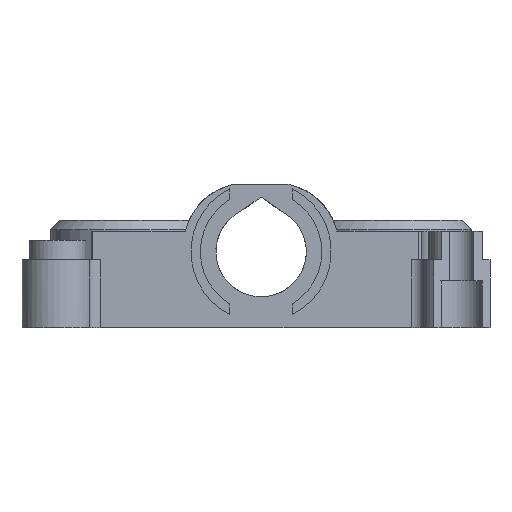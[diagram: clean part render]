
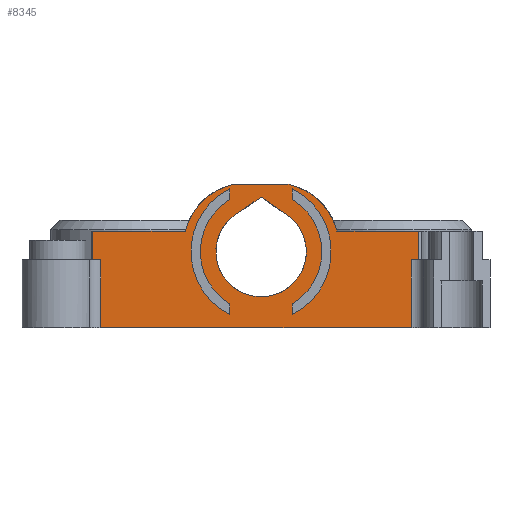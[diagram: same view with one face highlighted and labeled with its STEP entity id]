
A CAD part, front view. The second image highlights one B-rep face of the part: STEP entity #8345.
In plain terms, the highlighted planar face has unit normal (0, -1, 0).
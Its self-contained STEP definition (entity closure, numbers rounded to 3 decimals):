
#31=FACE_BOUND('',#945,.T.);
#32=FACE_BOUND('',#946,.T.);
#33=FACE_BOUND('',#947,.T.);
#89=PLANE('',#8846);
#245=CIRCLE('',#8847,10.144);
#246=CIRCLE('',#8848,10.144);
#247=CIRCLE('',#8849,7.25);
#248=CIRCLE('',#8850,11.25);
#249=CIRCLE('',#8851,9.75);
#250=CIRCLE('',#8852,9.75);
#251=CIRCLE('',#8853,11.25);
#474=FACE_OUTER_BOUND('',#944,.T.);
#944=EDGE_LOOP('',(#5569,#5570,#5571,#5572,#5573,#5574,#5575,#5576,#5577,
#5578,#5579,#5580));
#945=EDGE_LOOP('',(#5581,#5582,#5583));
#946=EDGE_LOOP('',(#5584,#5585,#5586,#5587));
#947=EDGE_LOOP('',(#5588,#5589,#5590,#5591));
#1452=LINE('',#11414,#2045);
#1470=LINE('',#11470,#2063);
#1472=LINE('',#11483,#2065);
#1475=LINE('',#11498,#2068);
#1477=LINE('',#11503,#2070);
#1478=LINE('',#11504,#2071);
#1479=LINE('',#11506,#2072);
#1480=LINE('',#11510,#2073);
#1481=LINE('',#11514,#2074);
#1482=LINE('',#11516,#2075);
#1483=LINE('',#11517,#2076);
#1484=LINE('',#11520,#2077);
#1485=LINE('',#11525,#2078);
#1486=LINE('',#11528,#2079);
#1487=LINE('',#11531,#2080);
#1488=LINE('',#11535,#2081);
#2045=VECTOR('',#9258,10.);
#2063=VECTOR('',#9300,10.);
#2065=VECTOR('',#9314,10.);
#2068=VECTOR('',#9329,10.);
#2070=VECTOR('',#9335,10.);
#2071=VECTOR('',#9336,10.);
#2072=VECTOR('',#9337,10.);
#2073=VECTOR('',#9340,10.);
#2074=VECTOR('',#9343,10.);
#2075=VECTOR('',#9344,10.);
#2076=VECTOR('',#9345,10.);
#2077=VECTOR('',#9348,10.);
#2078=VECTOR('',#9351,10.);
#2079=VECTOR('',#9354,10.);
#2080=VECTOR('',#9355,10.);
#2081=VECTOR('',#9358,10.);
#3248=VERTEX_POINT('',#11411);
#3249=VERTEX_POINT('',#11413);
#3269=VERTEX_POINT('',#11463);
#3272=VERTEX_POINT('',#11468);
#3275=VERTEX_POINT('',#11479);
#3277=VERTEX_POINT('',#11482);
#3282=VERTEX_POINT('',#11495);
#3283=VERTEX_POINT('',#11497);
#3285=VERTEX_POINT('',#11505);
#3286=VERTEX_POINT('',#11507);
#3287=VERTEX_POINT('',#11509);
#3288=VERTEX_POINT('',#11511);
#3289=VERTEX_POINT('',#11513);
#3290=VERTEX_POINT('',#11515);
#3291=VERTEX_POINT('',#11518);
#3292=VERTEX_POINT('',#11521);
#3293=VERTEX_POINT('',#11522);
#3294=VERTEX_POINT('',#11524);
#3295=VERTEX_POINT('',#11526);
#3296=VERTEX_POINT('',#11529);
#3297=VERTEX_POINT('',#11530);
#3298=VERTEX_POINT('',#11532);
#3299=VERTEX_POINT('',#11534);
#4152=EDGE_CURVE('',#3249,#3248,#1452,.T.);
#4178=EDGE_CURVE('',#3272,#3269,#1470,.T.);
#4184=EDGE_CURVE('',#3275,#3277,#1472,.T.);
#4191=EDGE_CURVE('',#3282,#3283,#1475,.T.);
#4194=EDGE_CURVE('',#3272,#3277,#1477,.T.);
#4195=EDGE_CURVE('',#3275,#3283,#1478,.T.);
#4196=EDGE_CURVE('',#3282,#3285,#1479,.T.);
#4197=EDGE_CURVE('',#3285,#3286,#245,.T.);
#4198=EDGE_CURVE('',#3287,#3286,#1480,.T.);
#4199=EDGE_CURVE('',#3287,#3288,#246,.T.);
#4200=EDGE_CURVE('',#3288,#3289,#1481,.T.);
#4201=EDGE_CURVE('',#3290,#3289,#1482,.T.);
#4202=EDGE_CURVE('',#3290,#3269,#1483,.T.);
#4203=EDGE_CURVE('',#3248,#3291,#247,.T.);
#4204=EDGE_CURVE('',#3291,#3249,#1484,.T.);
#4205=EDGE_CURVE('',#3292,#3293,#248,.T.);
#4206=EDGE_CURVE('',#3293,#3294,#1485,.T.);
#4207=EDGE_CURVE('',#3294,#3295,#249,.T.);
#4208=EDGE_CURVE('',#3295,#3292,#1486,.T.);
#4209=EDGE_CURVE('',#3296,#3297,#1487,.T.);
#4210=EDGE_CURVE('',#3297,#3298,#250,.T.);
#4211=EDGE_CURVE('',#3298,#3299,#1488,.T.);
#4212=EDGE_CURVE('',#3299,#3296,#251,.T.);
#5569=ORIENTED_EDGE('',*,*,#4178,.F.);
#5570=ORIENTED_EDGE('',*,*,#4194,.T.);
#5571=ORIENTED_EDGE('',*,*,#4184,.F.);
#5572=ORIENTED_EDGE('',*,*,#4195,.T.);
#5573=ORIENTED_EDGE('',*,*,#4191,.F.);
#5574=ORIENTED_EDGE('',*,*,#4196,.T.);
#5575=ORIENTED_EDGE('',*,*,#4197,.T.);
#5576=ORIENTED_EDGE('',*,*,#4198,.F.);
#5577=ORIENTED_EDGE('',*,*,#4199,.T.);
#5578=ORIENTED_EDGE('',*,*,#4200,.T.);
#5579=ORIENTED_EDGE('',*,*,#4201,.F.);
#5580=ORIENTED_EDGE('',*,*,#4202,.T.);
#5581=ORIENTED_EDGE('',*,*,#4203,.T.);
#5582=ORIENTED_EDGE('',*,*,#4204,.T.);
#5583=ORIENTED_EDGE('',*,*,#4152,.T.);
#5584=ORIENTED_EDGE('',*,*,#4205,.T.);
#5585=ORIENTED_EDGE('',*,*,#4206,.T.);
#5586=ORIENTED_EDGE('',*,*,#4207,.T.);
#5587=ORIENTED_EDGE('',*,*,#4208,.T.);
#5588=ORIENTED_EDGE('',*,*,#4209,.T.);
#5589=ORIENTED_EDGE('',*,*,#4210,.T.);
#5590=ORIENTED_EDGE('',*,*,#4211,.T.);
#5591=ORIENTED_EDGE('',*,*,#4212,.T.);
#8345=ADVANCED_FACE('',(#474,#31,#32,#33),#89,.T.);
#8846=AXIS2_PLACEMENT_3D('',#11502,#9333,#9334);
#8847=AXIS2_PLACEMENT_3D('',#11508,#9338,#9339);
#8848=AXIS2_PLACEMENT_3D('',#11512,#9341,#9342);
#8849=AXIS2_PLACEMENT_3D('',#11519,#9346,#9347);
#8850=AXIS2_PLACEMENT_3D('',#11523,#9349,#9350);
#8851=AXIS2_PLACEMENT_3D('',#11527,#9352,#9353);
#8852=AXIS2_PLACEMENT_3D('',#11533,#9356,#9357);
#8853=AXIS2_PLACEMENT_3D('',#11536,#9359,#9360);
#9258=DIRECTION('',(0.819,0.,-0.574));
#9300=DIRECTION('',(0.,0.,1.));
#9314=DIRECTION('',(0.,0.,-1.));
#9329=DIRECTION('',(0.,0.,-1.));
#9333=DIRECTION('center_axis',(0.,-1.,0.));
#9334=DIRECTION('ref_axis',(1.,0.,0.));
#9335=DIRECTION('',(1.,0.,0.));
#9336=DIRECTION('',(1.,0.,0.));
#9337=DIRECTION('',(-1.,0.,0.));
#9338=DIRECTION('center_axis',(0.,-1.,0.));
#9339=DIRECTION('ref_axis',(0.971,0.,0.241));
#9340=DIRECTION('',(1.,0.,0.));
#9341=DIRECTION('center_axis',(0.,-1.,0.));
#9342=DIRECTION('ref_axis',(0.,0.,1.));
#9343=DIRECTION('',(-1.,0.,0.));
#9344=DIRECTION('',(0.,0.,1.));
#9345=DIRECTION('',(1.,0.,0.));
#9346=DIRECTION('center_axis',(0.,1.,0.));
#9347=DIRECTION('ref_axis',(1.,0.,0.));
#9348=DIRECTION('',(0.819,0.,0.574));
#9349=DIRECTION('center_axis',(0.,1.,0.));
#9350=DIRECTION('ref_axis',(1.,0.,0.));
#9351=DIRECTION('',(0.,0.,-1.));
#9352=DIRECTION('center_axis',(0.,-1.,0.));
#9353=DIRECTION('ref_axis',(1.,0.,0.));
#9354=DIRECTION('',(0.,0.,-1.));
#9355=DIRECTION('',(0.,0.,1.));
#9356=DIRECTION('center_axis',(0.,-1.,0.));
#9357=DIRECTION('ref_axis',(1.,0.,0.));
#9358=DIRECTION('',(0.,0.,1.));
#9359=DIRECTION('center_axis',(0.,1.,0.));
#9360=DIRECTION('ref_axis',(1.,0.,0.));
#11411=CARTESIAN_POINT('',(3.25,-23.,18.681));
#11413=CARTESIAN_POINT('',(0.,-23.,20.956));
#11414=CARTESIAN_POINT('',(-2.527,-23.,22.726));
#11463=CARTESIAN_POINT('',(-25.685,-23.,10.9));
#11468=CARTESIAN_POINT('',(-25.685,-23.,0.));
#11470=CARTESIAN_POINT('',(-25.685,-23.,0.));
#11479=CARTESIAN_POINT('',(24.05,-23.,10.9));
#11482=CARTESIAN_POINT('',(24.05,-23.,0.));
#11483=CARTESIAN_POINT('',(24.05,-23.,0.));
#11495=CARTESIAN_POINT('',(25.263,-23.,15.5));
#11497=CARTESIAN_POINT('',(25.263,-23.,10.9));
#11498=CARTESIAN_POINT('',(25.263,-23.,10.9));
#11502=CARTESIAN_POINT('Origin',(-27.049,-23.,0.));
#11503=CARTESIAN_POINT('',(-27.83,-23.,0.));
#11504=CARTESIAN_POINT('',(2.09,-23.,10.9));
#11505=CARTESIAN_POINT('',(12.146,-23.,15.5));
#11506=CARTESIAN_POINT('',(6.114,-23.,15.5));
#11507=CARTESIAN_POINT('',(4.305,-23.,23.));
#11508=CARTESIAN_POINT('Origin',(2.3,-23.,13.056));
#11509=CARTESIAN_POINT('',(-4.305,-23.,23.));
#11510=CARTESIAN_POINT('',(-27.83,-23.,23.));
#11511=CARTESIAN_POINT('',(-12.146,-23.,15.5));
#11512=CARTESIAN_POINT('Origin',(-2.3,-23.,13.056));
#11513=CARTESIAN_POINT('',(-27.049,-23.,15.5));
#11514=CARTESIAN_POINT('',(-19.598,-23.,15.5));
#11515=CARTESIAN_POINT('',(-27.049,-23.,10.9));
#11516=CARTESIAN_POINT('',(-27.049,-23.,0.));
#11517=CARTESIAN_POINT('',(-29.704,-23.,10.9));
#11518=CARTESIAN_POINT('',(-3.25,-23.,18.681));
#11519=CARTESIAN_POINT('Origin',(0.,-23.,
12.2));
#11520=CARTESIAN_POINT('',(-13.998,-23.,11.155));
#11521=CARTESIAN_POINT('',(-5.,-23.,2.122));
#11522=CARTESIAN_POINT('',(-5.,-23.,22.278));
#11523=CARTESIAN_POINT('Origin',(0.,-23.,
12.2));
#11524=CARTESIAN_POINT('',(-5.,-23.,20.57));
#11525=CARTESIAN_POINT('',(-5.,-23.,10.285));
#11526=CARTESIAN_POINT('',(-5.,-23.,3.83));
#11527=CARTESIAN_POINT('Origin',(0.,-23.,
12.2));
#11528=CARTESIAN_POINT('',(-5.,-23.,1.061));
#11529=CARTESIAN_POINT('',(5.,-23.,2.122));
#11530=CARTESIAN_POINT('',(5.,-23.,3.83));
#11531=CARTESIAN_POINT('',(5.,-23.,1.915));
#11532=CARTESIAN_POINT('',(5.,-23.,20.57));
#11533=CARTESIAN_POINT('Origin',(0.,-23.,
12.2));
#11534=CARTESIAN_POINT('',(5.,-23.,22.278));
#11535=CARTESIAN_POINT('',(5.,-23.,11.139));
#11536=CARTESIAN_POINT('Origin',(0.,-23.,
12.2));
